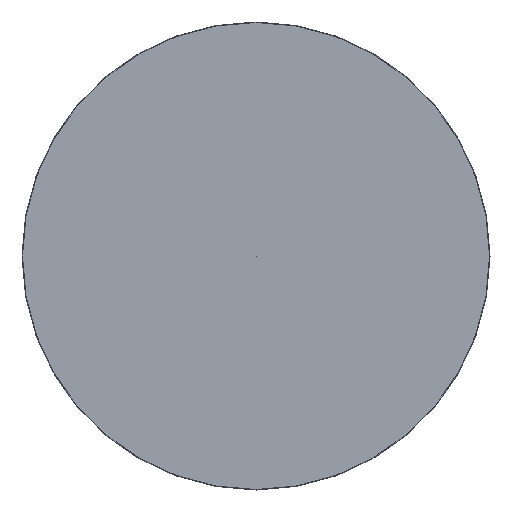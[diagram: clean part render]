
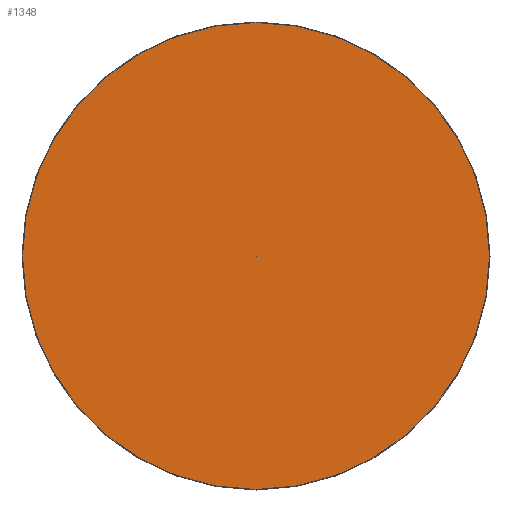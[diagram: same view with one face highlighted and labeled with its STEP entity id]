
A CAD part, front view. The second image highlights one B-rep face of the part: STEP entity #1348.
In plain terms, the highlighted conical face has half-angle 90 degrees and reference radius 52.275 mm.
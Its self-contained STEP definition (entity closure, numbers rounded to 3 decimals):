
#134=FACE_OUTER_BOUND('',#217,.T.);
#217=EDGE_LOOP('',(#832,#833,#834,#835));
#315=CIRCLE('',#1452,104.55);
#316=CIRCLE('',#1453,104.55);
#424=LINE('',#2067,#461);
#461=VECTOR('',#1646,52.275);
#498=VERTEX_POINT('',#2065);
#499=VERTEX_POINT('',#2066);
#500=VERTEX_POINT('',#2068);
#632=EDGE_CURVE('',#498,#499,#424,.T.);
#633=EDGE_CURVE('',#500,#499,#315,.T.);
#634=EDGE_CURVE('',#499,#500,#316,.T.);
#832=ORIENTED_EDGE('',*,*,#632,.T.);
#833=ORIENTED_EDGE('',*,*,#633,.F.);
#834=ORIENTED_EDGE('',*,*,#634,.F.);
#835=ORIENTED_EDGE('',*,*,#632,.F.);
#1232=CONICAL_SURFACE('',#1451,52.275,1.571);
#1348=ADVANCED_FACE('',(#134),#1232,.F.);
#1451=AXIS2_PLACEMENT_3D('',#2064,#1644,#1645);
#1452=AXIS2_PLACEMENT_3D('',#2069,#1647,#1648);
#1453=AXIS2_PLACEMENT_3D('',#2070,#1649,#1650);
#1644=DIRECTION('center_axis',(0.,-1.,0.));
#1645=DIRECTION('ref_axis',(0.,0.,1.));
#1646=DIRECTION('',(0.,0.,-1.));
#1647=DIRECTION('center_axis',(0.,1.,0.));
#1648=DIRECTION('ref_axis',(0.,0.,1.));
#1649=DIRECTION('center_axis',(0.,1.,0.));
#1650=DIRECTION('ref_axis',(0.,0.,1.));
#2064=CARTESIAN_POINT('Origin',(0.,0.,0.));
#2065=CARTESIAN_POINT('',(0.,0.,0.));
#2066=CARTESIAN_POINT('',(0.,0.,-104.55));
#2067=CARTESIAN_POINT('',(0.,0.,-52.275));
#2068=CARTESIAN_POINT('',(0.,0.,104.55));
#2069=CARTESIAN_POINT('Origin',(0.,0.,0.));
#2070=CARTESIAN_POINT('Origin',(0.,0.,0.));
